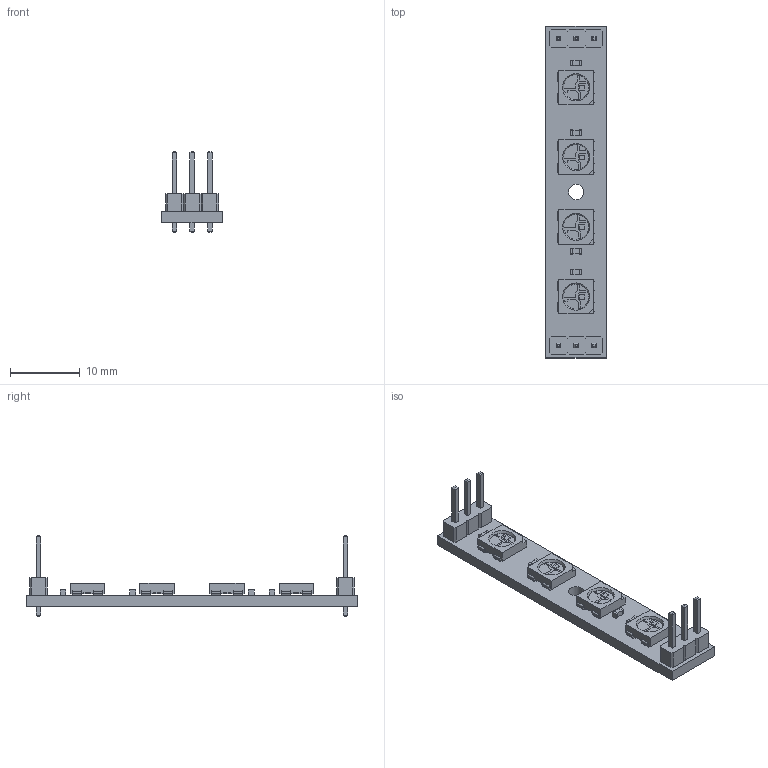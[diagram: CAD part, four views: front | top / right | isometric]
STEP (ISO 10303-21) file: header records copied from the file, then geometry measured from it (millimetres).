
FILE_DESCRIPTION(('KiCad electronic assembly'),'2;1');
FILE_NAME('ws2812_sticks_4_led.step','2025-09-05T01:02:18',('Pcbnew'),( 'Kicad'),'Open CASCADE STEP processor 7.8','KiCad to STEP converter' ,'Unknown');
FILE_SCHEMA(('AUTOMOTIVE_DESIGN { 1 0 10303 214 1 1 1 1 }'));
Length unit declared in the file: millimetre
Products named in the file (8): ws2812_sticks_4_led 1; Led_WS2812B_5050; C_0603_1608Metric; PinHeader_1x03_P2.54mm_Vertical; PinHeader_1x03_P254mm_Vertical; ws2812_sticks_PCB
Assembly tree (14 placements, depth 3):
  ws2812_sticks_4_led 1
    Led_WS2812B_5050  x4
      Led_WS2812B_5050
    C_0603_1608Metric  x4
      C_0603_1608Metric
    PinHeader_1x03_P2.54mm_Vertical  x2
      PinHeader_1x03_P254mm_Vertical
    ws2812_sticks_PCB
Bounding box: 8.65 x 47.6 x 11.54 mm (x, y, z)
Volume: 901.3 mm3; surface area: 1723.4 mm2
Topology: 11 solids, 11 shells, 601 faces, 1557 edges, 1010 vertices
Faces by surface type: plane 462, cylinder 131, cone 8
Full cylindrical faces by diameter (mm): 1 x6, 2.2 x1
Entity records: 7428 total; most frequent: CARTESIAN_POINT 1110, ORIENTED_EDGE 1008, DIRECTION 993, EDGE_CURVE 504, LINE 421, VECTOR 421, VERTEX_POINT 325, AXIS2_PLACEMENT_3D 286
